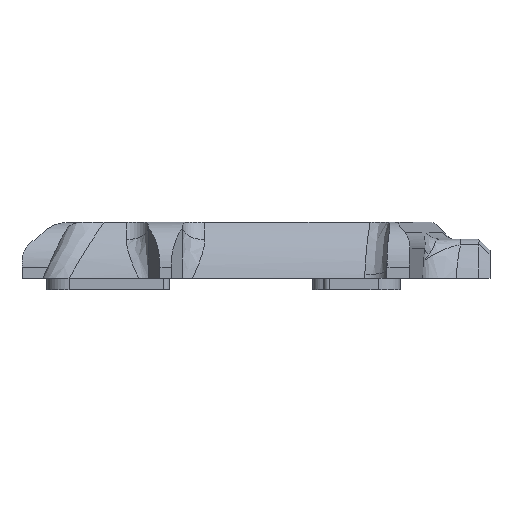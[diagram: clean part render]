
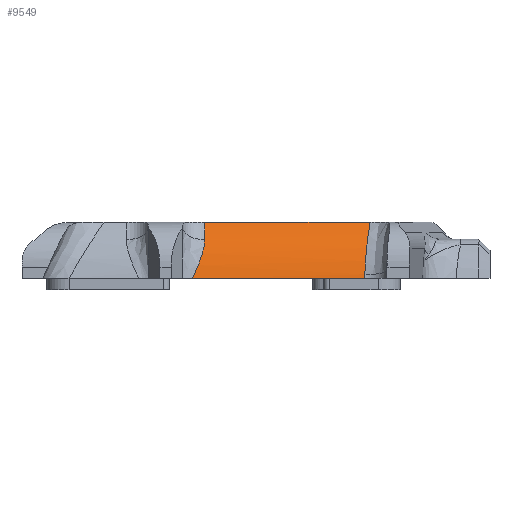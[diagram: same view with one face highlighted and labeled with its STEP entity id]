
A CAD part, left-side view. The second image highlights one B-rep face of the part: STEP entity #9549.
In plain terms, the highlighted cylindrical face has radius 18.19 mm (diameter 36.38 mm), a partial arc.
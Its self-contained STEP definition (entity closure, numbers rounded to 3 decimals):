
#1883=CARTESIAN_POINT('',(-0.,35.,10.));
#1884=VERTEX_POINT('',#1883);
#1910=CARTESIAN_POINT('',(-0.,5.424,10.));
#1911=VERTEX_POINT('',#1910);
#1912=CARTESIAN_POINT('',(-0.,35.,10.));
#1913=DIRECTION('',(0.,-1.,0.));
#1914=VECTOR('',#1913,29.576);
#1915=LINE('',#1912,#1914);
#1916=EDGE_CURVE('',#1884,#1911,#1915,.T.);
#2172=CARTESIAN_POINT('',(-5.659,6.405,0.));
#2173=VERTEX_POINT('',#2172);
#2211=CARTESIAN_POINT('',(-5.659,37.224,0.));
#2212=VERTEX_POINT('',#2211);
#2213=CARTESIAN_POINT('',(-5.659,37.224,0.));
#2214=DIRECTION('',(0.,-1.,0.));
#2215=VECTOR('',#2214,30.819);
#2216=LINE('',#2213,#2215);
#2217=EDGE_CURVE('',#2212,#2173,#2216,.T.);
#9051=CARTESIAN_POINT('',(-2.721,35.,6.917));
#9052=VERTEX_POINT('',#9051);
#9053=CARTESIAN_POINT('',(-5.659,37.224,0.));
#9054=CARTESIAN_POINT('',(-5.542,36.937,0.595));
#9055=CARTESIAN_POINT('',(-5.396,36.662,1.186));
#9056=CARTESIAN_POINT('',(-5.218,36.407,1.773));
#9057=CARTESIAN_POINT('',(-5.04,36.152,2.361));
#9058=CARTESIAN_POINT('',(-4.83,35.916,2.946));
#9059=CARTESIAN_POINT('',(-4.586,35.71,3.529));
#9060=CARTESIAN_POINT('',(-4.464,35.607,3.821));
#9061=CARTESIAN_POINT('',(-4.332,35.511,4.113));
#9062=CARTESIAN_POINT('',(-4.193,35.426,4.402));
#9063=CARTESIAN_POINT('',(-4.054,35.34,4.691));
#9064=CARTESIAN_POINT('',(-3.906,35.265,4.976));
#9065=CARTESIAN_POINT('',(-3.751,35.203,5.258));
#9066=CARTESIAN_POINT('',(-3.441,35.077,5.823));
#9067=CARTESIAN_POINT('',(-3.099,35.,6.375));
#9068=CARTESIAN_POINT('',(-2.721,35.,6.917));
#9069=B_SPLINE_CURVE_WITH_KNOTS('',3,(#9053,#9054,#9055,#9056,#9057,#9058,#9059,#9060,#9061,#9062,#9063,#9064,#9065,#9066,#9067,#9068),.UNSPECIFIED.,.F.,.F.,(4,3,3,3,3,4),(0.008,0.01,0.013,0.014,0.015,0.018),.UNSPECIFIED.);
#9070=EDGE_CURVE('',#2212,#9052,#9069,.T.);
#9096=CARTESIAN_POINT('',(12.191,35.,-3.5));
#9097=DIRECTION('',(0.,1.,-0.));
#9098=DIRECTION('',(-1.,0.,0.));
#9099=AXIS2_PLACEMENT_3D('',#9096,#9097,#9098);
#9100=CIRCLE('',#9099,18.19);
#9101=EDGE_CURVE('',#9052,#1884,#9100,.T.);
#9268=CARTESIAN_POINT('',(-5.503,6.383,0.717));
#9269=VERTEX_POINT('',#9268);
#9277=CARTESIAN_POINT('',(-5.503,6.383,0.717));
#9278=CARTESIAN_POINT('',(-5.56,6.393,0.479));
#9279=CARTESIAN_POINT('',(-5.612,6.4,0.24));
#9280=CARTESIAN_POINT('',(-5.659,6.405,0.));
#9281=B_SPLINE_CURVE_WITH_KNOTS('',3,(#9277,#9278,#9279,#9280),.UNSPECIFIED.,.F.,.F.,(4,4),(0.01,0.011),.UNSPECIFIED.);
#9282=EDGE_CURVE('',#9269,#2173,#9281,.T.);
#9470=CARTESIAN_POINT('',(12.191,3.299,-3.5));
#9471=DIRECTION('',(-0.172,-0.985,0.));
#9472=DIRECTION('',(0.985,-0.172,-0.));
#9473=AXIS2_PLACEMENT_3D('',#9470,#9471,#9472);
#9474=ELLIPSE('',#9473,18.464,18.19);
#9475=EDGE_CURVE('',#1911,#9269,#9474,.T.);
#9536=CARTESIAN_POINT('',(12.191,68.,-3.5));
#9537=DIRECTION('',(0.,-1.,0.));
#9538=DIRECTION('',(-0.,-0.,-1.));
#9539=AXIS2_PLACEMENT_3D('',#9536,#9537,#9538);
#9540=CYLINDRICAL_SURFACE('',#9539,18.19);
#9541=ORIENTED_EDGE('',*,*,#2217,.T.);
#9542=ORIENTED_EDGE('',*,*,#9282,.F.);
#9543=ORIENTED_EDGE('',*,*,#9475,.F.);
#9544=ORIENTED_EDGE('',*,*,#1916,.F.);
#9545=ORIENTED_EDGE('',*,*,#9101,.F.);
#9546=ORIENTED_EDGE('',*,*,#9070,.F.);
#9547=EDGE_LOOP('',(#9541,#9542,#9543,#9544,#9545,#9546));
#9548=FACE_BOUND('',#9547,.T.);
#9549=ADVANCED_FACE('',(#9548),#9540,.T.);
